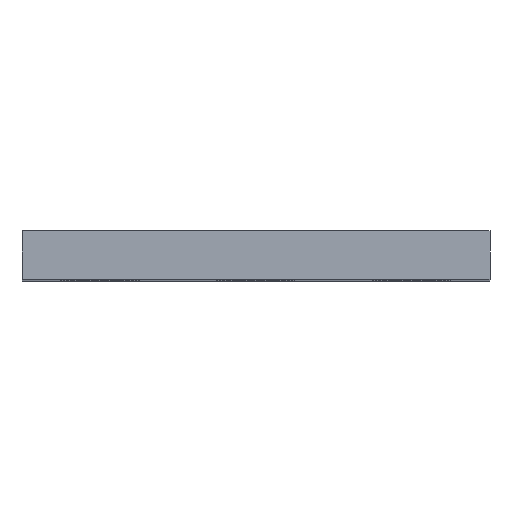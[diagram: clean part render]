
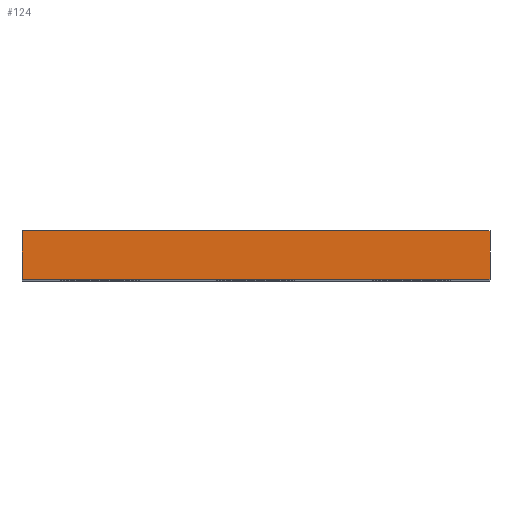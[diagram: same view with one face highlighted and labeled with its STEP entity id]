
A CAD part, top view. The second image highlights one B-rep face of the part: STEP entity #124.
In plain terms, the highlighted planar face has unit normal (0, 0, 1).
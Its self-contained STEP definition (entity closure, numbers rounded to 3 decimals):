
#116 = AXIS2_PLACEMENT_3D ( 'NONE', #884, #1435, #1157 ) ;
#124 = ADVANCED_FACE ( 'NONE', ( #1422 ), #346, .F. ) ;
#199 = EDGE_CURVE ( 'NONE', #1774, #1589, #414, .T. ) ;
#239 = VECTOR ( 'NONE', #1134, 1000. ) ;
#256 = ORIENTED_EDGE ( 'NONE', *, *, #1375, .F. ) ;
#273 = ORIENTED_EDGE ( 'NONE', *, *, #1205, .T. ) ;
#308 = DIRECTION ( 'NONE',  ( 0., -1., 0. ) ) ;
#346 = PLANE ( 'NONE',  #116 ) ;
#347 = LINE ( 'NONE', #761, #1280 ) ;
#414 = LINE ( 'NONE', #1119, #437 ) ;
#437 = VECTOR ( 'NONE', #308, 1000. ) ;
#591 = CARTESIAN_POINT ( 'NONE',  ( -4., 0., 52. ) ) ;
#621 = CARTESIAN_POINT ( 'NONE',  ( -4., 2.5, 52. ) ) ;
#761 = CARTESIAN_POINT ( 'NONE',  ( 20., 2.5, 52. ) ) ;
#884 = CARTESIAN_POINT ( 'NONE',  ( -4., 2.5, 52. ) ) ;
#922 = EDGE_CURVE ( 'NONE', #1774, #1003, #1618, .T. ) ;
#944 = ORIENTED_EDGE ( 'NONE', *, *, #922, .F. ) ;
#1003 = VERTEX_POINT ( 'NONE', #1497 ) ;
#1119 = CARTESIAN_POINT ( 'NONE',  ( -4., 2.5, 52. ) ) ;
#1134 = DIRECTION ( 'NONE',  ( 1., 0., 0. ) ) ;
#1153 = LINE ( 'NONE', #591, #239 ) ;
#1155 = VECTOR ( 'NONE', #1755, 1000. ) ;
#1157 = DIRECTION ( 'NONE',  ( -1., 0., 0. ) ) ;
#1205 = EDGE_CURVE ( 'NONE', #1589, #1309, #1153, .T. ) ;
#1242 = CARTESIAN_POINT ( 'NONE',  ( -4., 2.5, 52. ) ) ;
#1265 = CARTESIAN_POINT ( 'NONE',  ( 20., 0., 52. ) ) ;
#1269 = ORIENTED_EDGE ( 'NONE', *, *, #199, .T. ) ;
#1280 = VECTOR ( 'NONE', #1724, 1000. ) ;
#1309 = VERTEX_POINT ( 'NONE', #1265 ) ;
#1375 = EDGE_CURVE ( 'NONE', #1003, #1309, #347, .T. ) ;
#1422 = FACE_OUTER_BOUND ( 'NONE', #1538, .T. ) ;
#1435 = DIRECTION ( 'NONE',  ( 0., 0., -1. ) ) ;
#1497 = CARTESIAN_POINT ( 'NONE',  ( 20., 2.5, 52. ) ) ;
#1538 = EDGE_LOOP ( 'NONE', ( #273, #256, #944, #1269 ) ) ;
#1589 = VERTEX_POINT ( 'NONE', #1654 ) ;
#1618 = LINE ( 'NONE', #621, #1155 ) ;
#1654 = CARTESIAN_POINT ( 'NONE',  ( -4., 0., 52. ) ) ;
#1724 = DIRECTION ( 'NONE',  ( 0., -1., 0. ) ) ;
#1755 = DIRECTION ( 'NONE',  ( 1., 0., 0. ) ) ;
#1774 = VERTEX_POINT ( 'NONE', #1242 ) ;
